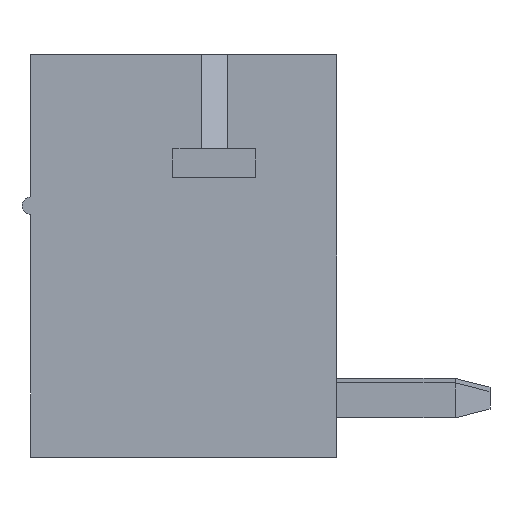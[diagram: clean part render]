
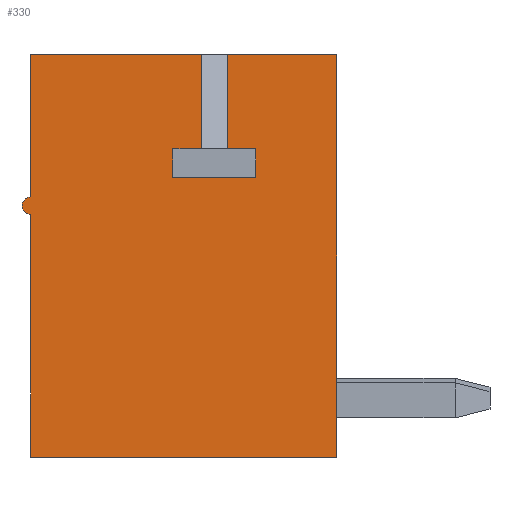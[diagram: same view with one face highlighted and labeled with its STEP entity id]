
A CAD part, left-side view. The second image highlights one B-rep face of the part: STEP entity #330.
In plain terms, the highlighted planar face has unit normal (-1, 0, 0).
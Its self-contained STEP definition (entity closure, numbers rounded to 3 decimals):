
#330 = ADVANCED_FACE( '', ( #825 ), #826, .F. );
#825 = FACE_OUTER_BOUND( '', #1522, .T. );
#826 = PLANE( '', #1523 );
#1522 = EDGE_LOOP( '', ( #2261, #2262, #2263, #2264, #2265, #2266, #2267, #2268, #2269, #2270, #2271, #2272, #2273, #2274 ) );
#1523 = AXIS2_PLACEMENT_3D( '', #2275, #2276, #2277 );
#2261 = ORIENTED_EDGE( '', *, *, #4344, .T. );
#2262 = ORIENTED_EDGE( '', *, *, #4345, .T. );
#2263 = ORIENTED_EDGE( '', *, *, #4346, .F. );
#2264 = ORIENTED_EDGE( '', *, *, #4347, .T. );
#2265 = ORIENTED_EDGE( '', *, *, #4348, .T. );
#2266 = ORIENTED_EDGE( '', *, *, #4349, .T. );
#2267 = ORIENTED_EDGE( '', *, *, #4350, .F. );
#2268 = ORIENTED_EDGE( '', *, *, #4351, .F. );
#2269 = ORIENTED_EDGE( '', *, *, #4352, .F. );
#2270 = ORIENTED_EDGE( '', *, *, #4353, .T. );
#2271 = ORIENTED_EDGE( '', *, *, #4354, .T. );
#2272 = ORIENTED_EDGE( '', *, *, #4355, .T. );
#2273 = ORIENTED_EDGE( '', *, *, #4356, .T. );
#2274 = ORIENTED_EDGE( '', *, *, #4357, .T. );
#2275 = CARTESIAN_POINT( '', ( -7.55, 0., 0. ) );
#2276 = DIRECTION( '', ( 1., 0., 0. ) );
#2277 = DIRECTION( '', ( 0., 0., -1. ) );
#4344 = EDGE_CURVE( '', #5222, #5223, #5224, .T. );
#4345 = EDGE_CURVE( '', #5223, #5225, #5226, .T. );
#4346 = EDGE_CURVE( '', #5227, #5225, #5228, .T. );
#4347 = EDGE_CURVE( '', #5227, #5229, #5230, .T. );
#4348 = EDGE_CURVE( '', #5229, #5231, #5232, .F. );
#4349 = EDGE_CURVE( '', #5231, #5233, #5234, .T. );
#4350 = EDGE_CURVE( '', #5235, #5233, #5236, .T. );
#4351 = EDGE_CURVE( '', #5237, #5235, #5238, .T. );
#4352 = EDGE_CURVE( '', #5239, #5237, #5240, .T. );
#4353 = EDGE_CURVE( '', #5239, #5241, #5242, .T. );
#4354 = EDGE_CURVE( '', #5241, #5243, #5244, .T. );
#4355 = EDGE_CURVE( '', #5243, #5245, #5246, .T. );
#4356 = EDGE_CURVE( '', #5245, #5247, #5248, .T. );
#4357 = EDGE_CURVE( '', #5247, #5222, #5249, .T. );
#5222 = VERTEX_POINT( '', #6506 );
#5223 = VERTEX_POINT( '', #6507 );
#5224 = LINE( '', #6508, #6509 );
#5225 = VERTEX_POINT( '', #6510 );
#5226 = LINE( '', #6511, #6512 );
#5227 = VERTEX_POINT( '', #6513 );
#5228 = LINE( '', #6514, #6515 );
#5229 = VERTEX_POINT( '', #6516 );
#5230 = LINE( '', #6517, #6518 );
#5231 = VERTEX_POINT( '', #6519 );
#5232 = CIRCLE( '', #6520, 0.2 );
#5233 = VERTEX_POINT( '', #6521 );
#5234 = LINE( '', #6522, #6523 );
#5235 = VERTEX_POINT( '', #6524 );
#5236 = LINE( '', #6525, #6526 );
#5237 = VERTEX_POINT( '', #6527 );
#5238 = LINE( '', #6528, #6529 );
#5239 = VERTEX_POINT( '', #6530 );
#5240 = LINE( '', #6531, #6532 );
#5241 = VERTEX_POINT( '', #6533 );
#5242 = LINE( '', #6534, #6535 );
#5243 = VERTEX_POINT( '', #6536 );
#5244 = LINE( '', #6537, #6538 );
#5245 = VERTEX_POINT( '', #6539 );
#5246 = LINE( '', #6540, #6541 );
#5247 = VERTEX_POINT( '', #6542 );
#5248 = LINE( '', #6543, #6544 );
#5249 = LINE( '', #6545, #6546 );
#6506 = CARTESIAN_POINT( '', ( -7.55, 0.15, 2.45 ) );
#6507 = CARTESIAN_POINT( '', ( -7.55, -0.5, 2.45 ) );
#6508 = CARTESIAN_POINT( '', ( -7.55, 0.15, 2.45 ) );
#6509 = VECTOR( '', #8222, 1000. );
#6510 = CARTESIAN_POINT( '', ( -7.55, -0.5, 4.6 ) );
#6511 = CARTESIAN_POINT( '', ( -7.55, -0.5, 2.45 ) );
#6512 = VECTOR( '', #8223, 1000. );
#6513 = CARTESIAN_POINT( '', ( -7.55, 3.4, 4.6 ) );
#6514 = CARTESIAN_POINT( '', ( -7.55, 3.6, 4.6 ) );
#6515 = VECTOR( '', #8224, 1000. );
#6516 = CARTESIAN_POINT( '', ( -7.55, 3.4, 1.35 ) );
#6517 = CARTESIAN_POINT( '', ( -7.55, 3.4, 0. ) );
#6518 = VECTOR( '', #8225, 1000. );
#6519 = CARTESIAN_POINT( '', ( -7.55, 3.4, 0.95 ) );
#6520 = AXIS2_PLACEMENT_3D( '', #8226, #8227, #8228 );
#6521 = CARTESIAN_POINT( '', ( -7.55, 3.4, -4.6 ) );
#6522 = CARTESIAN_POINT( '', ( -7.55, 3.4, 0. ) );
#6523 = VECTOR( '', #8229, 1000. );
#6524 = CARTESIAN_POINT( '', ( -7.55, -3.6, -4.6 ) );
#6525 = CARTESIAN_POINT( '', ( -7.55, -3.6, -4.6 ) );
#6526 = VECTOR( '', #8230, 1000. );
#6527 = CARTESIAN_POINT( '', ( -7.55, -3.6, 4.6 ) );
#6528 = CARTESIAN_POINT( '', ( -7.55, -3.6, 4.6 ) );
#6529 = VECTOR( '', #8231, 1000. );
#6530 = CARTESIAN_POINT( '', ( -7.55, -1.1, 4.6 ) );
#6531 = CARTESIAN_POINT( '', ( -7.55, 3.6, 4.6 ) );
#6532 = VECTOR( '', #8232, 1000. );
#6533 = CARTESIAN_POINT( '', ( -7.55, -1.1, 2.45 ) );
#6534 = CARTESIAN_POINT( '', ( -7.55, -1.1, 4.6 ) );
#6535 = VECTOR( '', #8233, 1000. );
#6536 = CARTESIAN_POINT( '', ( -7.55, -1.75, 2.45 ) );
#6537 = CARTESIAN_POINT( '', ( -7.55, -1.1, 2.45 ) );
#6538 = VECTOR( '', #8234, 1000. );
#6539 = CARTESIAN_POINT( '', ( -7.55, -1.75, 1.8 ) );
#6540 = CARTESIAN_POINT( '', ( -7.55, -1.75, 2.45 ) );
#6541 = VECTOR( '', #8235, 1000. );
#6542 = CARTESIAN_POINT( '', ( -7.55, 0.15, 1.8 ) );
#6543 = CARTESIAN_POINT( '', ( -7.55, -1.75, 1.8 ) );
#6544 = VECTOR( '', #8236, 1000. );
#6545 = CARTESIAN_POINT( '', ( -7.55, 0.15, 1.8 ) );
#6546 = VECTOR( '', #8237, 1000. );
#8222 = DIRECTION( '', ( 0., -1., 0. ) );
#8223 = DIRECTION( '', ( 0., 0., 1. ) );
#8224 = DIRECTION( '', ( 0., -1., 0. ) );
#8225 = DIRECTION( '', ( 0., 0., -1. ) );
#8226 = CARTESIAN_POINT( '', ( -7.55, 3.4, 1.15 ) );
#8227 = DIRECTION( '', ( 1., 0., 0. ) );
#8228 = DIRECTION( '', ( 0., 0., -1. ) );
#8229 = DIRECTION( '', ( 0., 0., -1. ) );
#8230 = DIRECTION( '', ( 0., 1., 0. ) );
#8231 = DIRECTION( '', ( 0., 0., -1. ) );
#8232 = DIRECTION( '', ( 0., -1., 0. ) );
#8233 = DIRECTION( '', ( 0., 0., -1. ) );
#8234 = DIRECTION( '', ( 0., -1., 0. ) );
#8235 = DIRECTION( '', ( 0., 0., -1. ) );
#8236 = DIRECTION( '', ( 0., 1., 0. ) );
#8237 = DIRECTION( '', ( 0., 0., 1. ) );
